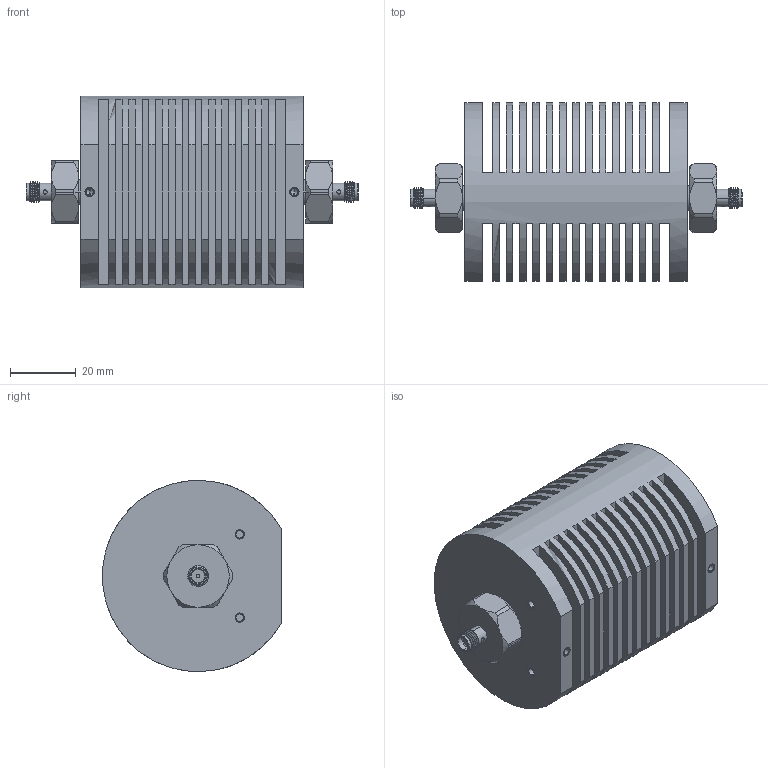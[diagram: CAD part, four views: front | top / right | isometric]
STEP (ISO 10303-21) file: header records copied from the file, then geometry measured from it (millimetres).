
FILE_DESCRIPTION (( 'STEP AP214' ), '1' );
FILE_NAME ('SA18SFSF25W-10_3D.step', '2025-05-28T14:36:15', ( '' ), ( '' ), 'SwSTEP 2.0', 'SolidWorks 2022', '' );
FILE_SCHEMA (( 'AUTOMOTIVE_DESIGN' ));
Length unit declared in the file: inch
Products named in the file (1): SA18SFSF25W-10_3D
Bounding box: 101.35 x 54.51 x 58.38 mm (x, y, z)
Volume: 129899.6 mm3; surface area: 66723.4 mm2
Topology: 1 solids, 1 shells, 272 faces, 662 edges, 426 vertices
Faces by surface type: plane 133, cylinder 77, cone 56, bspline 6
Entity records: 10914 total; most frequent: CARTESIAN_POINT 4523, DIRECTION 1338, ORIENTED_EDGE 1316, EDGE_CURVE 658, AXIS2_PLACEMENT_3D 527, VERTEX_POINT 426, EDGE_LOOP 318, LINE 284
